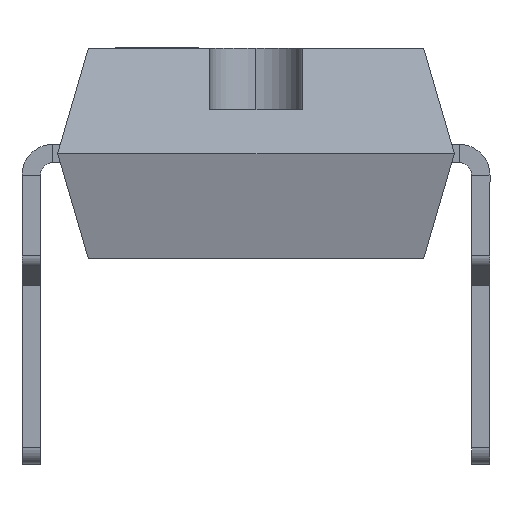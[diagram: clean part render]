
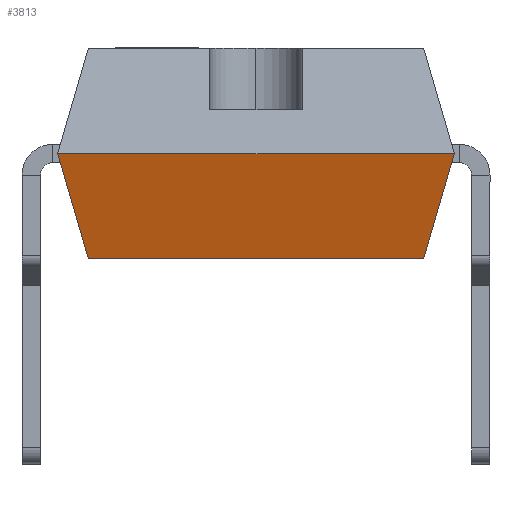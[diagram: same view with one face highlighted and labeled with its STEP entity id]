
A CAD part, left-side view. The second image highlights one B-rep face of the part: STEP entity #3813.
In plain terms, the highlighted planar face has unit normal (-0.96, 0, -0.28).
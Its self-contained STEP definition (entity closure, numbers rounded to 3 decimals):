
#716 = EDGE_LOOP ( 'NONE', ( #25197, #2184, #25630, #26442 ) ) ;
#1029 = EDGE_CURVE ( 'NONE', #10140, #3735, #8431, .T. ) ;
#1319 = EDGE_CURVE ( 'NONE', #18805, #10140, #8261, .T. ) ;
#1950 = CARTESIAN_POINT ( 'NONE',  ( -12.525, 0., -3.652 ) ) ;
#2184 = ORIENTED_EDGE ( 'NONE', *, *, #1029, .F. ) ;
#2783 = VECTOR ( 'NONE', #10073, 1000. ) ;
#3735 = VERTEX_POINT ( 'NONE', #16730 ) ;
#3813 = ADVANCED_FACE ( 'NONE', ( #26921 ), #5771, .F. ) ;
#5430 = LINE ( 'NONE', #22783, #11003 ) ;
#5771 = PLANE ( 'NONE',  #17755 ) ;
#6038 = DIRECTION ( 'NONE',  ( 0.28, 0., -0.96 ) ) ;
#8073 = VERTEX_POINT ( 'NONE', #26932 ) ;
#8261 = LINE ( 'NONE', #20732, #2783 ) ;
#8431 = LINE ( 'NONE', #16700, #11789 ) ;
#8783 = EDGE_CURVE ( 'NONE', #18805, #8073, #21585, .T. ) ;
#10073 = DIRECTION ( 'NONE',  ( -0.27, 0.27, 0.925 ) ) ;
#10140 = VERTEX_POINT ( 'NONE', #17128 ) ;
#11003 = VECTOR ( 'NONE', #22377, 1000. ) ;
#11789 = VECTOR ( 'NONE', #16557, 1000. ) ;
#14726 = CARTESIAN_POINT ( 'NONE',  ( -13.09, 2.73, -1.715 ) ) ;
#15287 = CARTESIAN_POINT ( 'NONE',  ( -13.09, 2.73, -1.715 ) ) ;
#15576 = DIRECTION ( 'NONE',  ( 0., -1., 0. ) ) ;
#16557 = DIRECTION ( 'NONE',  ( 0., -1., 0. ) ) ;
#16700 = CARTESIAN_POINT ( 'NONE',  ( -13.59, 3.23, 0. ) ) ;
#16730 = CARTESIAN_POINT ( 'NONE',  ( -13.59, -3.23, 0. ) ) ;
#17128 = CARTESIAN_POINT ( 'NONE',  ( -13.59, 3.23, 0. ) ) ;
#17755 = AXIS2_PLACEMENT_3D ( 'NONE', #1950, #25390, #6038 ) ;
#18805 = VERTEX_POINT ( 'NONE', #14726 ) ;
#20732 = CARTESIAN_POINT ( 'NONE',  ( -13.09, 2.73, -1.715 ) ) ;
#21585 = LINE ( 'NONE', #15287, #26994 ) ;
#22377 = DIRECTION ( 'NONE',  ( -0.27, -0.27, 0.925 ) ) ;
#22783 = CARTESIAN_POINT ( 'NONE',  ( -13.09, -2.73, -1.715 ) ) ;
#25145 = EDGE_CURVE ( 'NONE', #8073, #3735, #5430, .T. ) ;
#25197 = ORIENTED_EDGE ( 'NONE', *, *, #25145, .T. ) ;
#25390 = DIRECTION ( 'NONE',  ( 0.96, 0., 0.28 ) ) ;
#25630 = ORIENTED_EDGE ( 'NONE', *, *, #1319, .F. ) ;
#26442 = ORIENTED_EDGE ( 'NONE', *, *, #8783, .T. ) ;
#26921 = FACE_OUTER_BOUND ( 'NONE', #716, .T. ) ;
#26932 = CARTESIAN_POINT ( 'NONE',  ( -13.09, -2.73, -1.715 ) ) ;
#26994 = VECTOR ( 'NONE', #15576, 1000. ) ;
